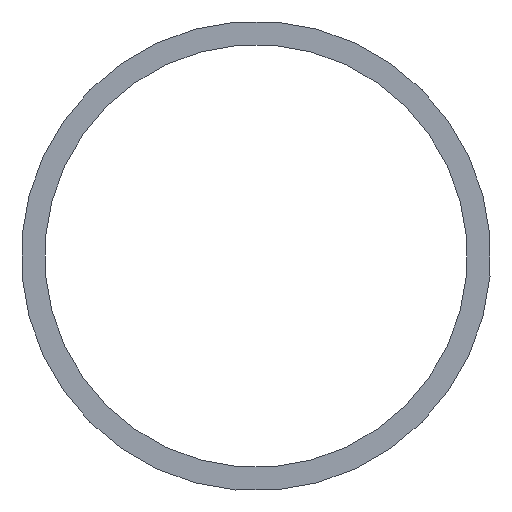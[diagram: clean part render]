
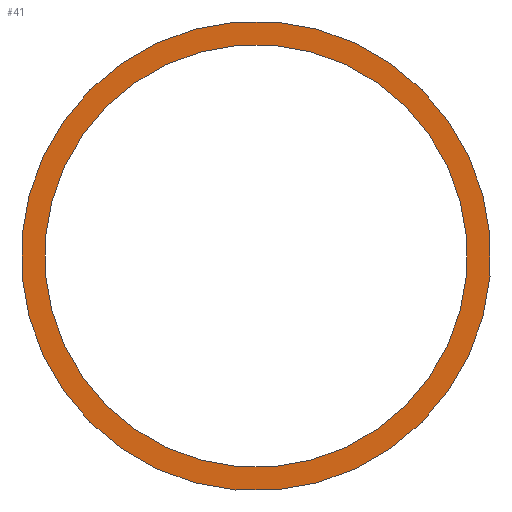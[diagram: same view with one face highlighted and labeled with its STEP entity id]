
A CAD part, front view. The second image highlights one B-rep face of the part: STEP entity #41.
In plain terms, the highlighted planar face has unit normal (0, -1, 0).
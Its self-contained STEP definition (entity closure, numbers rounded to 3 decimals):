
#41=ADVANCED_FACE('',(#77,#78),#79,.T.);
#77=FACE_BOUND('',#105,.T.);
#78=FACE_OUTER_BOUND('',#106,.T.);
#79=PLANE('',#107);
#105=EDGE_LOOP('',(#151,#152));
#106=EDGE_LOOP('',(#153,#154));
#107=AXIS2_PLACEMENT_3D('',#155,#156,#157);
#151=ORIENTED_EDGE('',*,*,#171,.T.);
#152=ORIENTED_EDGE('',*,*,#166,.T.);
#153=ORIENTED_EDGE('',*,*,#173,.F.);
#154=ORIENTED_EDGE('',*,*,#163,.F.);
#155=CARTESIAN_POINT('',(-0.012,-2.439,-7.877));
#156=DIRECTION('',(0.,-1.0,0.));
#157=DIRECTION('',(-0.259,0.,-0.966));
#163=EDGE_CURVE('',#184,#180,#186,.T.);
#166=EDGE_CURVE('',#191,#188,#192,.T.);
#171=EDGE_CURVE('',#188,#191,#198,.T.);
#173=EDGE_CURVE('',#180,#184,#200,.T.);
#180=VERTEX_POINT('',#207);
#184=VERTEX_POINT('',#212);
#186=CIRCLE('',#215,25.0);
#188=VERTEX_POINT('',#217);
#191=VERTEX_POINT('',#221);
#192=CIRCLE('',#222,22.5);
#198=CIRCLE('',#229,22.5);
#200=CIRCLE('',#231,25.0);
#207=CARTESIAN_POINT('',(-6.483,-2.439,-32.025));
#212=CARTESIAN_POINT('',(6.458,-2.439,16.271));
#215=AXIS2_PLACEMENT_3D('',#241,#242,#243);
#217=CARTESIAN_POINT('',(-5.836,-2.439,-29.61));
#221=CARTESIAN_POINT('',(5.811,-2.439,13.856));
#222=AXIS2_PLACEMENT_3D('',#245,#246,#247);
#229=AXIS2_PLACEMENT_3D('',#255,#256,#257);
#231=AXIS2_PLACEMENT_3D('',#258,#259,#260);
#241=CARTESIAN_POINT('',(-0.012,-2.439,-7.877));
#242=DIRECTION('',(0.,1.0,0.));
#243=DIRECTION('',(-0.259,0.,-0.966));
#245=CARTESIAN_POINT('',(-0.012,-2.439,-7.877));
#246=DIRECTION('',(0.,1.0,0.));
#247=DIRECTION('',(-0.259,0.0,-0.966));
#255=CARTESIAN_POINT('',(-0.012,-2.439,-7.877));
#256=DIRECTION('',(0.,1.0,0.));
#257=DIRECTION('',(-0.259,0.0,-0.966));
#258=CARTESIAN_POINT('',(-0.012,-2.439,-7.877));
#259=DIRECTION('',(0.,1.0,0.));
#260=DIRECTION('',(-0.259,0.,-0.966));
